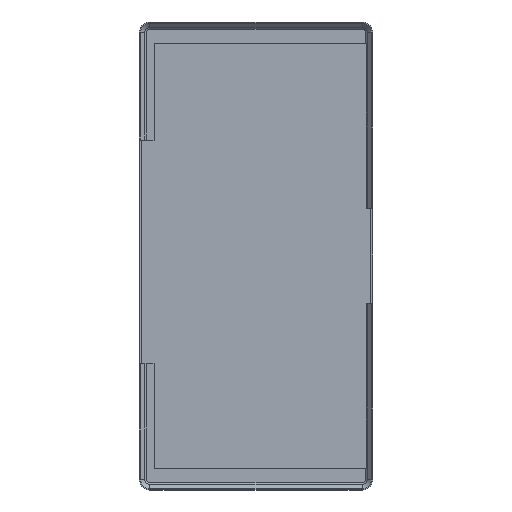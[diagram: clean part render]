
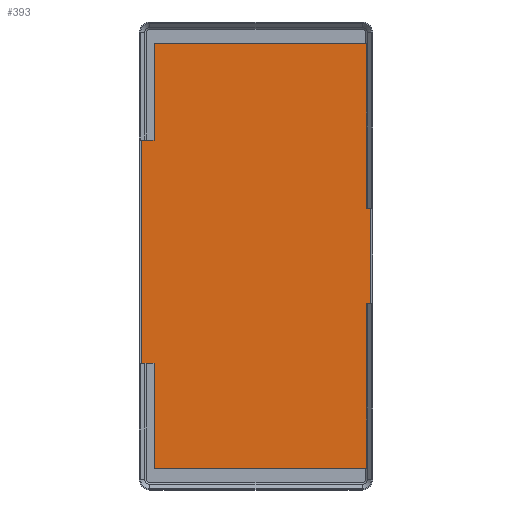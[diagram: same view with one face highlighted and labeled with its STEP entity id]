
A CAD part, top view. The second image highlights one B-rep face of the part: STEP entity #393.
In plain terms, the highlighted planar face has unit normal (0, 0, 1).
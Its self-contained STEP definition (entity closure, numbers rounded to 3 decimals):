
#22 = VERTEX_POINT('',#23);
#23 = CARTESIAN_POINT('',(1.,45.5,-23.));
#31 = EDGE_CURVE('',#22,#32,#34,.T.);
#32 = VERTEX_POINT('',#33);
#33 = CARTESIAN_POINT('',(5.5,45.5,-23.));
#34 = LINE('',#35,#36);
#35 = CARTESIAN_POINT('',(1.,45.5,-23.));
#36 = VECTOR('',#37,1.);
#37 = DIRECTION('',(1.,0.,0.));
#141 = VERTEX_POINT('',#142);
#142 = CARTESIAN_POINT('',(5.5,125.5,-23.));
#150 = EDGE_CURVE('',#141,#151,#153,.T.);
#151 = VERTEX_POINT('',#152);
#152 = CARTESIAN_POINT('',(1.,125.5,-23.));
#153 = LINE('',#154,#155);
#154 = CARTESIAN_POINT('',(5.5,125.5,-23.));
#155 = VECTOR('',#156,1.);
#156 = DIRECTION('',(-1.,0.,0.));
#219 = EDGE_CURVE('',#151,#22,#220,.T.);
#220 = LINE('',#221,#222);
#221 = CARTESIAN_POINT('',(1.,125.5,-23.));
#222 = VECTOR('',#223,1.);
#223 = DIRECTION('',(0.,-1.,0.));
#373 = EDGE_CURVE('',#32,#374,#376,.T.);
#374 = VERTEX_POINT('',#375);
#375 = CARTESIAN_POINT('',(5.5,8.,-23.));
#376 = LINE('',#377,#378);
#377 = CARTESIAN_POINT('',(5.5,45.5,-23.));
#378 = VECTOR('',#379,1.);
#379 = DIRECTION('',(0.,-1.,0.));
#393 = ADVANCED_FACE('',(#394),#462,.T.);
#394 = FACE_BOUND('',#395,.T.);
#395 = EDGE_LOOP('',(#396,#397,#398,#399,#407,#415,#423,#431,#439,#447,
    #455,#461));
#396 = ORIENTED_EDGE('',*,*,#219,.T.);
#397 = ORIENTED_EDGE('',*,*,#31,.T.);
#398 = ORIENTED_EDGE('',*,*,#373,.T.);
#399 = ORIENTED_EDGE('',*,*,#400,.T.);
#400 = EDGE_CURVE('',#374,#401,#403,.T.);
#401 = VERTEX_POINT('',#402);
#402 = CARTESIAN_POINT('',(81.5,8.,-23.));
#403 = LINE('',#404,#405);
#404 = CARTESIAN_POINT('',(5.5,8.,-23.));
#405 = VECTOR('',#406,1.);
#406 = DIRECTION('',(1.,0.,0.));
#407 = ORIENTED_EDGE('',*,*,#408,.T.);
#408 = EDGE_CURVE('',#401,#409,#411,.T.);
#409 = VERTEX_POINT('',#410);
#410 = CARTESIAN_POINT('',(81.5,67.,-23.));
#411 = LINE('',#412,#413);
#412 = CARTESIAN_POINT('',(81.5,8.,-23.));
#413 = VECTOR('',#414,1.);
#414 = DIRECTION('',(0.,1.,0.));
#415 = ORIENTED_EDGE('',*,*,#416,.T.);
#416 = EDGE_CURVE('',#409,#417,#419,.T.);
#417 = VERTEX_POINT('',#418);
#418 = CARTESIAN_POINT('',(83.,67.,-23.));
#419 = LINE('',#420,#421);
#420 = CARTESIAN_POINT('',(81.5,67.,-23.));
#421 = VECTOR('',#422,1.);
#422 = DIRECTION('',(1.,0.,0.));
#423 = ORIENTED_EDGE('',*,*,#424,.T.);
#424 = EDGE_CURVE('',#417,#425,#427,.T.);
#425 = VERTEX_POINT('',#426);
#426 = CARTESIAN_POINT('',(83.,101.,-23.));
#427 = LINE('',#428,#429);
#428 = CARTESIAN_POINT('',(83.,67.,-23.));
#429 = VECTOR('',#430,1.);
#430 = DIRECTION('',(0.,1.,0.));
#431 = ORIENTED_EDGE('',*,*,#432,.T.);
#432 = EDGE_CURVE('',#425,#433,#435,.T.);
#433 = VERTEX_POINT('',#434);
#434 = CARTESIAN_POINT('',(81.5,101.,-23.));
#435 = LINE('',#436,#437);
#436 = CARTESIAN_POINT('',(83.,101.,-23.));
#437 = VECTOR('',#438,1.);
#438 = DIRECTION('',(-1.,0.,0.));
#439 = ORIENTED_EDGE('',*,*,#440,.T.);
#440 = EDGE_CURVE('',#433,#441,#443,.T.);
#441 = VERTEX_POINT('',#442);
#442 = CARTESIAN_POINT('',(81.5,160.,-23.));
#443 = LINE('',#444,#445);
#444 = CARTESIAN_POINT('',(81.5,101.,-23.));
#445 = VECTOR('',#446,1.);
#446 = DIRECTION('',(0.,1.,0.));
#447 = ORIENTED_EDGE('',*,*,#448,.T.);
#448 = EDGE_CURVE('',#441,#449,#451,.T.);
#449 = VERTEX_POINT('',#450);
#450 = CARTESIAN_POINT('',(5.5,160.,-23.));
#451 = LINE('',#452,#453);
#452 = CARTESIAN_POINT('',(81.5,160.,-23.));
#453 = VECTOR('',#454,1.);
#454 = DIRECTION('',(-1.,0.,0.));
#455 = ORIENTED_EDGE('',*,*,#456,.T.);
#456 = EDGE_CURVE('',#449,#141,#457,.T.);
#457 = LINE('',#458,#459);
#458 = CARTESIAN_POINT('',(5.5,160.,-23.));
#459 = VECTOR('',#460,1.);
#460 = DIRECTION('',(0.,-1.,0.));
#461 = ORIENTED_EDGE('',*,*,#150,.T.);
#462 = PLANE('',#463);
#463 = AXIS2_PLACEMENT_3D('',#464,#465,#466);
#464 = CARTESIAN_POINT('',(42.314,84.029,-23.));
#465 = DIRECTION('',(0.,0.,1.));
#466 = DIRECTION('',(1.,0.,0.));
